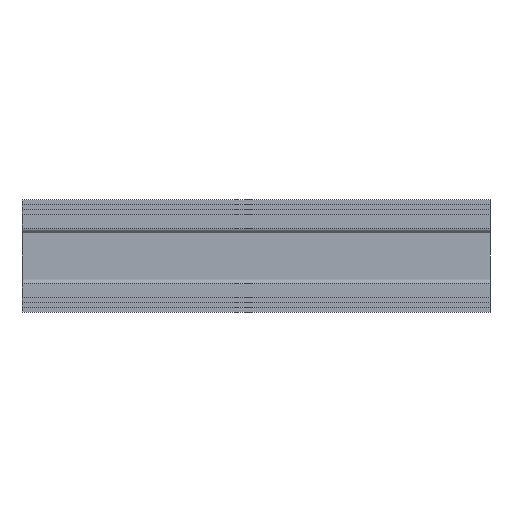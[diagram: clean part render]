
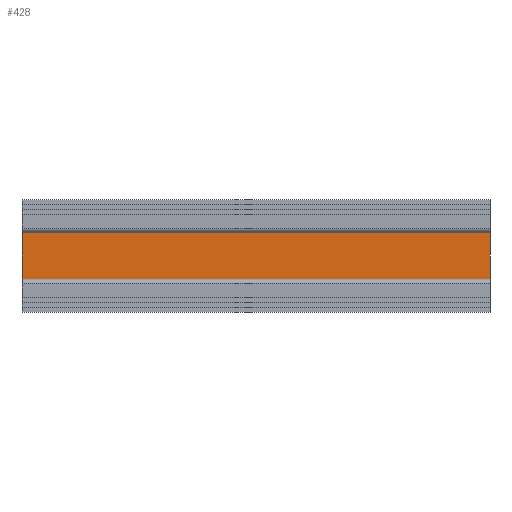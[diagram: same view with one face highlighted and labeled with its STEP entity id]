
A CAD part, front view. The second image highlights one B-rep face of the part: STEP entity #428.
In plain terms, the highlighted planar face has unit normal (0, -1, 0).
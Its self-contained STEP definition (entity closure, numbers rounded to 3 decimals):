
#187 = LINE ( 'NONE', #3918, #3480 ) ;
#377 = VERTEX_POINT ( 'NONE', #4088 ) ;
#428 = ADVANCED_FACE ( 'NONE', ( #693 ), #1356, .T. ) ;
#516 = VECTOR ( 'NONE', #971, 1000. ) ;
#574 = DIRECTION ( 'NONE',  ( 1., 0., 0. ) ) ;
#611 = CARTESIAN_POINT ( 'NONE',  ( 0., 21.496, 7.95 ) ) ;
#693 = FACE_OUTER_BOUND ( 'NONE', #1112, .T. ) ;
#722 = EDGE_CURVE ( 'NONE', #377, #2938, #862, .T. ) ;
#795 = ORIENTED_EDGE ( 'NONE', *, *, #2209, .F. ) ;
#862 = LINE ( 'NONE', #4373, #3323 ) ;
#971 = DIRECTION ( 'NONE',  ( 0., 0., -1. ) ) ;
#1112 = EDGE_LOOP ( 'NONE', ( #795, #3365, #2800, #3151 ) ) ;
#1356 = PLANE ( 'NONE',  #2509 ) ;
#1362 = CARTESIAN_POINT ( 'NONE',  ( -100., 21.496, 7.95 ) ) ;
#1381 = CARTESIAN_POINT ( 'NONE',  ( -100., 21.496, -1.95 ) ) ;
#1874 = VERTEX_POINT ( 'NONE', #2521 ) ;
#2036 = DIRECTION ( 'NONE',  ( 0., 0., -1. ) ) ;
#2209 = EDGE_CURVE ( 'NONE', #2938, #1874, #4067, .T. ) ;
#2332 = LINE ( 'NONE', #1362, #3908 ) ;
#2509 = AXIS2_PLACEMENT_3D ( 'NONE', #2750, #3471, #3090 ) ;
#2521 = CARTESIAN_POINT ( 'NONE',  ( 0., 21.496, -1.95 ) ) ;
#2525 = EDGE_CURVE ( 'NONE', #4028, #1874, #187, .T. ) ;
#2750 = CARTESIAN_POINT ( 'NONE',  ( -100., 21.496, 7.95 ) ) ;
#2800 = ORIENTED_EDGE ( 'NONE', *, *, #3467, .T. ) ;
#2938 = VERTEX_POINT ( 'NONE', #4048 ) ;
#3090 = DIRECTION ( 'NONE',  ( 0., 0., -1. ) ) ;
#3151 = ORIENTED_EDGE ( 'NONE', *, *, #2525, .T. ) ;
#3307 = DIRECTION ( 'NONE',  ( 1., 0., 0. ) ) ;
#3323 = VECTOR ( 'NONE', #574, 1000. ) ;
#3365 = ORIENTED_EDGE ( 'NONE', *, *, #722, .F. ) ;
#3467 = EDGE_CURVE ( 'NONE', #377, #4028, #2332, .T. ) ;
#3471 = DIRECTION ( 'NONE',  ( 0., -1., 0. ) ) ;
#3480 = VECTOR ( 'NONE', #3307, 1000. ) ;
#3908 = VECTOR ( 'NONE', #2036, 1000. ) ;
#3918 = CARTESIAN_POINT ( 'NONE',  ( -100., 21.496, -1.95 ) ) ;
#4028 = VERTEX_POINT ( 'NONE', #1381 ) ;
#4048 = CARTESIAN_POINT ( 'NONE',  ( 0., 21.496, 7.95 ) ) ;
#4067 = LINE ( 'NONE', #611, #516 ) ;
#4088 = CARTESIAN_POINT ( 'NONE',  ( -100., 21.496, 7.95 ) ) ;
#4373 = CARTESIAN_POINT ( 'NONE',  ( -100., 21.496, 7.95 ) ) ;
